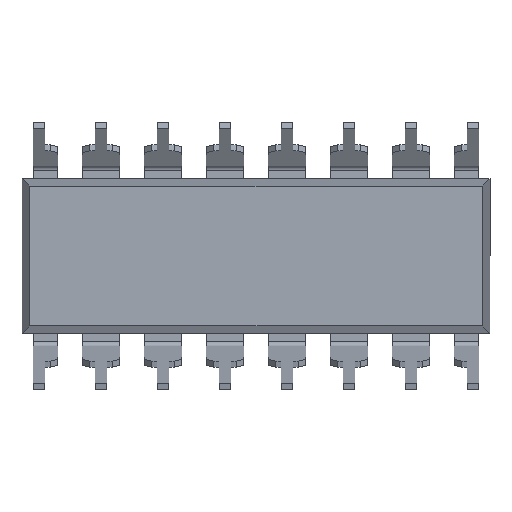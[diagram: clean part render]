
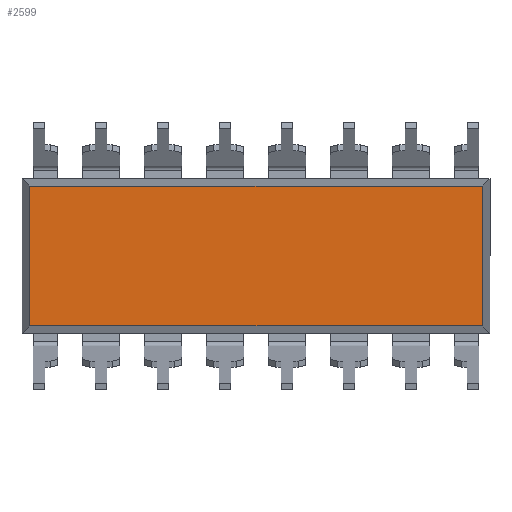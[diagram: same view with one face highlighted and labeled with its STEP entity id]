
A CAD part, front view. The second image highlights one B-rep face of the part: STEP entity #2599.
In plain terms, the highlighted planar face has unit normal (0, -1, 0).
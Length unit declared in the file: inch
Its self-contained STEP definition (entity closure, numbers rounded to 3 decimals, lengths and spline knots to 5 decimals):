
#295 = DIRECTION ( 'NONE',  ( -1., 0., 0. ) ) ;
#325 = CARTESIAN_POINT ( 'NONE',  ( 0.36532, 0.015, -0.125 ) ) ;
#904 = VECTOR ( 'NONE', #7817, 39.37008 ) ;
#915 = CARTESIAN_POINT ( 'NONE',  ( 0.3775, 0.015, 0.11282 ) ) ;
#1071 = CARTESIAN_POINT ( 'NONE',  ( -0.36532, 0.015, -0.11282 ) ) ;
#1343 = ORIENTED_EDGE ( 'NONE', *, *, #8041, .T. ) ;
#2035 = ORIENTED_EDGE ( 'NONE', *, *, #8007, .T. ) ;
#2266 = EDGE_CURVE ( 'NONE', #5913, #8076, #5358, .T. ) ;
#2273 = VERTEX_POINT ( 'NONE', #1071 ) ;
#2599 = ADVANCED_FACE ( 'NONE', ( #3790 ), #5143, .T. ) ;
#3675 = VECTOR ( 'NONE', #295, 39.37008 ) ;
#3790 = FACE_OUTER_BOUND ( 'NONE', #6280, .T. ) ;
#4236 = VECTOR ( 'NONE', #4760, 39.37008 ) ;
#4453 = CARTESIAN_POINT ( 'NONE',  ( 0., 0.015, 0. ) ) ;
#4703 = DIRECTION ( 'NONE',  ( 1., 0., 0. ) ) ;
#4760 = DIRECTION ( 'NONE',  ( 0., 0., 1. ) ) ;
#4960 = VERTEX_POINT ( 'NONE', #5771 ) ;
#5143 = PLANE ( 'NONE',  #8047 ) ;
#5231 = CARTESIAN_POINT ( 'NONE',  ( -0.36532, 0.015, 0.125 ) ) ;
#5293 = VECTOR ( 'NONE', #4703, 39.37008 ) ;
#5358 = LINE ( 'NONE', #915, #3675 ) ;
#5559 = ORIENTED_EDGE ( 'NONE', *, *, #2266, .T. ) ;
#5771 = CARTESIAN_POINT ( 'NONE',  ( 0.36532, 0.015, -0.11282 ) ) ;
#5913 = VERTEX_POINT ( 'NONE', #8241 ) ;
#5931 = CARTESIAN_POINT ( 'NONE',  ( -0.3775, 0.015, -0.11282 ) ) ;
#5937 = LINE ( 'NONE', #325, #4236 ) ;
#6178 = EDGE_CURVE ( 'NONE', #4960, #5913, #5937, .T. ) ;
#6280 = EDGE_LOOP ( 'NONE', ( #1343, #6746, #5559, #2035 ) ) ;
#6582 = DIRECTION ( 'NONE',  ( 0., 0., -1. ) ) ;
#6746 = ORIENTED_EDGE ( 'NONE', *, *, #6178, .T. ) ;
#6935 = LINE ( 'NONE', #5931, #5293 ) ;
#7217 = DIRECTION ( 'NONE',  ( 0., -1., 0. ) ) ;
#7740 = LINE ( 'NONE', #5231, #904 ) ;
#7817 = DIRECTION ( 'NONE',  ( 0., 0., -1. ) ) ;
#7995 = CARTESIAN_POINT ( 'NONE',  ( -0.36532, 0.015, 0.11282 ) ) ;
#8007 = EDGE_CURVE ( 'NONE', #8076, #2273, #7740, .T. ) ;
#8041 = EDGE_CURVE ( 'NONE', #2273, #4960, #6935, .T. ) ;
#8047 = AXIS2_PLACEMENT_3D ( 'NONE', #4453, #7217, #6582 ) ;
#8076 = VERTEX_POINT ( 'NONE', #7995 ) ;
#8241 = CARTESIAN_POINT ( 'NONE',  ( 0.36532, 0.015, 0.11282 ) ) ;
